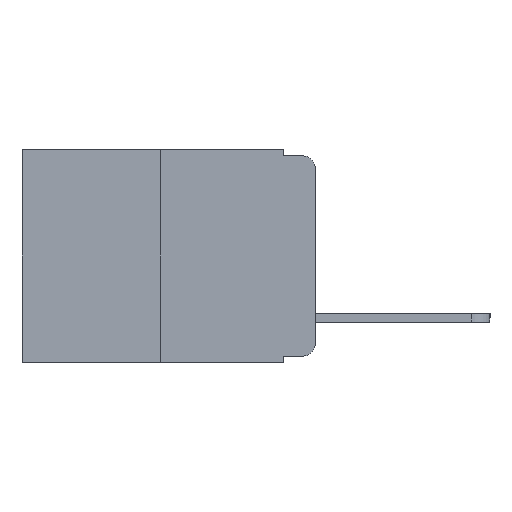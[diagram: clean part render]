
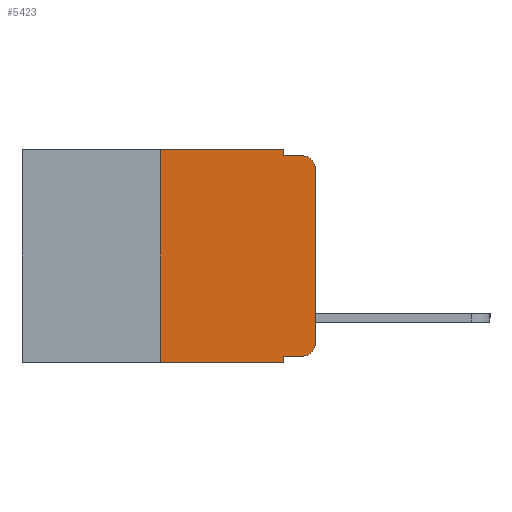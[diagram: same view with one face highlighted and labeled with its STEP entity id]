
A CAD part, left-side view. The second image highlights one B-rep face of the part: STEP entity #5423.
In plain terms, the highlighted planar face has unit normal (-1, 0, 0).
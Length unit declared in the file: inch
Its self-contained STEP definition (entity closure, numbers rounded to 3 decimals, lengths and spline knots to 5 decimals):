
#1 = CARTESIAN_POINT ( 'NONE',  ( 0., 0.473, 0. ) ) ;
#20 = DIRECTION ( 'NONE',  ( 0., -1., 0. ) ) ;
#282 = EDGE_CURVE ( 'NONE', #1224, #971, #9080, .T. ) ;
#396 = VECTOR ( 'NONE', #5773, 39.37008 ) ;
#434 = CARTESIAN_POINT ( 'NONE',  ( 0., 0.473, 0. ) ) ;
#441 = VERTEX_POINT ( 'NONE', #12394 ) ;
#772 = VERTEX_POINT ( 'NONE', #11126 ) ;
#971 = VERTEX_POINT ( 'NONE', #1502 ) ;
#1131 = VERTEX_POINT ( 'NONE', #1312 ) ;
#1224 = VERTEX_POINT ( 'NONE', #11586 ) ;
#1312 = CARTESIAN_POINT ( 'NONE',  ( 0., 0.051, -0.343 ) ) ;
#1355 = LINE ( 'NONE', #4362, #396 ) ;
#1425 = DIRECTION ( 'NONE',  ( -1., 0., 0. ) ) ;
#1502 = CARTESIAN_POINT ( 'NONE',  ( 0., 0.02, -0.333 ) ) ;
#1503 = CARTESIAN_POINT ( 'NONE',  ( 0., 0., -0.03 ) ) ;
#1519 = EDGE_CURVE ( 'NONE', #441, #1131, #11199, .T. ) ;
#1520 = VECTOR ( 'NONE', #8737, 39.37008 ) ;
#1700 = DIRECTION ( 'NONE',  ( -1., 0., 0. ) ) ;
#2212 = LINE ( 'NONE', #10193, #8976 ) ;
#2409 = CARTESIAN_POINT ( 'NONE',  ( 0., 0.051, 0. ) ) ;
#2444 = FACE_OUTER_BOUND ( 'NONE', #9816, .T. ) ;
#2820 = LINE ( 'NONE', #4374, #14617 ) ;
#2842 = DIRECTION ( 'NONE',  ( 0., 0., -1. ) ) ;
#3246 = VECTOR ( 'NONE', #5230, 39.37008 ) ;
#3497 = DIRECTION ( 'NONE',  ( 0., 0., -1. ) ) ;
#4044 = CARTESIAN_POINT ( 'NONE',  ( 0., 0.25, 0. ) ) ;
#4362 = CARTESIAN_POINT ( 'NONE',  ( 0., 0.25, 0. ) ) ;
#4374 = CARTESIAN_POINT ( 'NONE',  ( 0., 0.051, -0.01 ) ) ;
#5230 = DIRECTION ( 'NONE',  ( 0., 0., -1. ) ) ;
#5423 = ADVANCED_FACE ( 'NONE', ( #2444 ), #6375, .F. ) ;
#5746 = CARTESIAN_POINT ( 'NONE',  ( 0., 0.02, -0.01 ) ) ;
#5773 = DIRECTION ( 'NONE',  ( 0., 0., 1. ) ) ;
#6375 = PLANE ( 'NONE',  #11265 ) ;
#6729 = VERTEX_POINT ( 'NONE', #15198 ) ;
#6897 = LINE ( 'NONE', #2409, #3246 ) ;
#6935 = DIRECTION ( 'NONE',  ( 0., -1., 0. ) ) ;
#7061 = DIRECTION ( 'NONE',  ( 0., -1., 0. ) ) ;
#7077 = DIRECTION ( 'NONE',  ( 0., 0., 1. ) ) ;
#7103 = EDGE_CURVE ( 'NONE', #1224, #1131, #2212, .T. ) ;
#7702 = EDGE_CURVE ( 'NONE', #8442, #772, #10022, .T. ) ;
#8111 = VERTEX_POINT ( 'NONE', #13867 ) ;
#8200 = AXIS2_PLACEMENT_3D ( 'NONE', #9068, #1425, #10137 ) ;
#8442 = VERTEX_POINT ( 'NONE', #4044 ) ;
#8698 = VECTOR ( 'NONE', #7077, 39.37008 ) ;
#8737 = DIRECTION ( 'NONE',  ( 0., -1., 0. ) ) ;
#8764 = EDGE_CURVE ( 'NONE', #6729, #9752, #9026, .T. ) ;
#8976 = VECTOR ( 'NONE', #2842, 39.37008 ) ;
#9022 = VERTEX_POINT ( 'NONE', #5746 ) ;
#9026 = LINE ( 'NONE', #9257, #8698 ) ;
#9036 = EDGE_CURVE ( 'NONE', #971, #6729, #14670, .T. ) ;
#9068 = CARTESIAN_POINT ( 'NONE',  ( 0., 0.02, -0.03 ) ) ;
#9080 = LINE ( 'NONE', #12878, #14272 ) ;
#9257 = CARTESIAN_POINT ( 'NONE',  ( 0., 0., 0. ) ) ;
#9266 = CARTESIAN_POINT ( 'NONE',  ( 0., 0.02, -0.313 ) ) ;
#9435 = AXIS2_PLACEMENT_3D ( 'NONE', #9266, #1700, #10336 ) ;
#9752 = VERTEX_POINT ( 'NONE', #1503 ) ;
#9816 = EDGE_LOOP ( 'NONE', ( #10314, #10339, #12694, #13321, #12375, #12517, #12190, #12857, #10534, #10748 ) ) ;
#10022 = LINE ( 'NONE', #1, #15135 ) ;
#10137 = DIRECTION ( 'NONE',  ( 0., 0., -1. ) ) ;
#10193 = CARTESIAN_POINT ( 'NONE',  ( 0., 0.051, 0. ) ) ;
#10314 = ORIENTED_EDGE ( 'NONE', *, *, #8764, .T. ) ;
#10336 = DIRECTION ( 'NONE',  ( 0., 0., -1. ) ) ;
#10339 = ORIENTED_EDGE ( 'NONE', *, *, #11531, .T. ) ;
#10534 = ORIENTED_EDGE ( 'NONE', *, *, #282, .T. ) ;
#10633 = CARTESIAN_POINT ( 'NONE',  ( 0., 0.473, -0.343 ) ) ;
#10748 = ORIENTED_EDGE ( 'NONE', *, *, #9036, .T. ) ;
#10777 = CIRCLE ( 'NONE', #8200, 0.02 ) ;
#10950 = EDGE_CURVE ( 'NONE', #441, #8442, #1355, .T. ) ;
#11126 = CARTESIAN_POINT ( 'NONE',  ( 0., 0.051, 0. ) ) ;
#11199 = LINE ( 'NONE', #10633, #1520 ) ;
#11265 = AXIS2_PLACEMENT_3D ( 'NONE', #434, #11678, #3497 ) ;
#11531 = EDGE_CURVE ( 'NONE', #9752, #9022, #10777, .T. ) ;
#11586 = CARTESIAN_POINT ( 'NONE',  ( 0., 0.051, -0.333 ) ) ;
#11678 = DIRECTION ( 'NONE',  ( 1., 0., 0. ) ) ;
#11700 = EDGE_CURVE ( 'NONE', #8111, #9022, #2820, .T. ) ;
#12190 = ORIENTED_EDGE ( 'NONE', *, *, #1519, .T. ) ;
#12375 = ORIENTED_EDGE ( 'NONE', *, *, #7702, .F. ) ;
#12394 = CARTESIAN_POINT ( 'NONE',  ( 0., 0.25, -0.343 ) ) ;
#12517 = ORIENTED_EDGE ( 'NONE', *, *, #10950, .F. ) ;
#12694 = ORIENTED_EDGE ( 'NONE', *, *, #11700, .F. ) ;
#12857 = ORIENTED_EDGE ( 'NONE', *, *, #7103, .F. ) ;
#12878 = CARTESIAN_POINT ( 'NONE',  ( 0., 0.051, -0.333 ) ) ;
#13321 = ORIENTED_EDGE ( 'NONE', *, *, #14970, .F. ) ;
#13867 = CARTESIAN_POINT ( 'NONE',  ( 0., 0.051, -0.01 ) ) ;
#14272 = VECTOR ( 'NONE', #20, 39.37008 ) ;
#14617 = VECTOR ( 'NONE', #7061, 39.37008 ) ;
#14670 = CIRCLE ( 'NONE', #9435, 0.02 ) ;
#14970 = EDGE_CURVE ( 'NONE', #772, #8111, #6897, .T. ) ;
#15135 = VECTOR ( 'NONE', #6935, 39.37008 ) ;
#15198 = CARTESIAN_POINT ( 'NONE',  ( 0., 0., -0.313 ) ) ;
